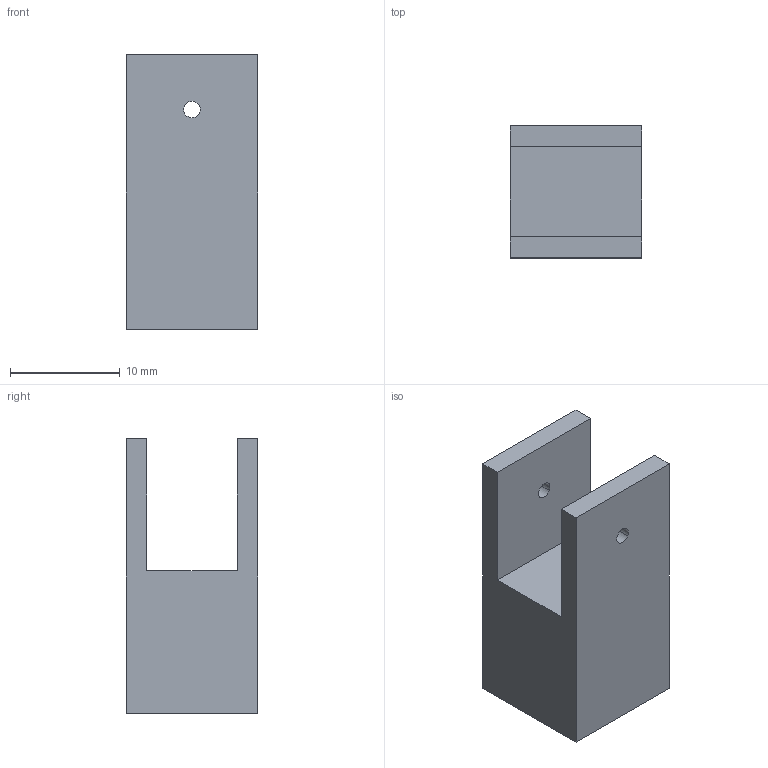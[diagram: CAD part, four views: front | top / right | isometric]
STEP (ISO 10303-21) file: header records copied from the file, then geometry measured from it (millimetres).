
FILE_DESCRIPTION(('CATIA V5 STEP Exchange'),'2;1');
FILE_NAME('Carre de liaison.stp','2022-09-14T12:14:28+00:00',('none'),('none'),'CATIA Version 5 Release 20 GA (IN-10)','CATIA V5 STEP AP203','none');
FILE_SCHEMA(('CONFIG_CONTROL_DESIGN'));
Length unit declared in the file: millimetre
Products named in the file (1): Carre de liaison
Bounding box: 12 x 12 x 25 mm (x, y, z)
Volume: 1870.7 mm3; surface area: 2296.9 mm2
Topology: 1 solids, 1 shells, 43 faces, 108 edges, 68 vertices
Faces by surface type: bspline 25, plane 12, cylinder 6
Entity records: 3442 total; most frequent: CARTESIAN_POINT 2696, ORIENTED_EDGE 188, EDGE_CURVE 94, DIRECTION 68, VERTEX_POINT 54, EDGE_LOOP 49, ADVANCED_FACE 43, FACE_OUTER_BOUND 43
